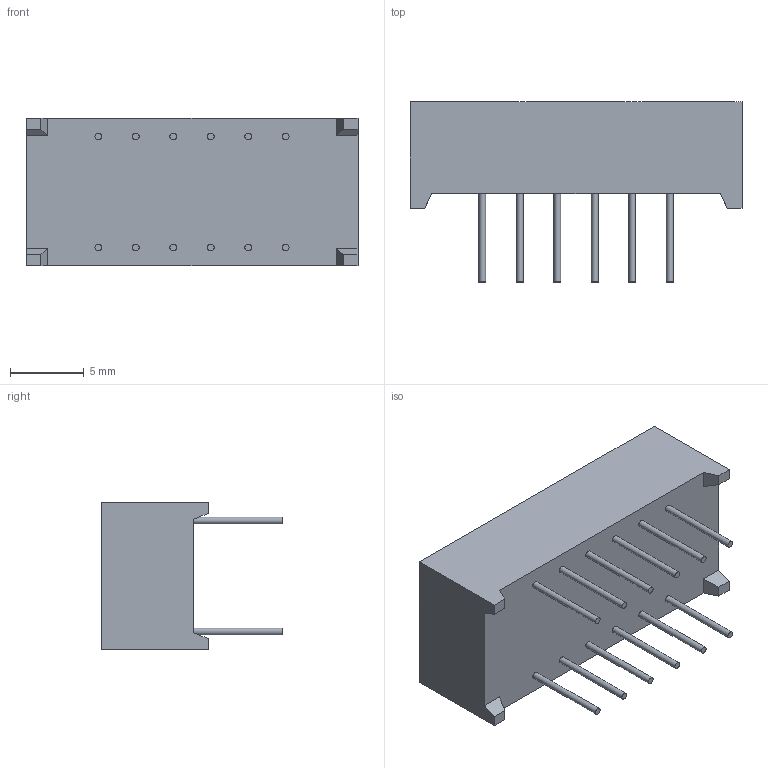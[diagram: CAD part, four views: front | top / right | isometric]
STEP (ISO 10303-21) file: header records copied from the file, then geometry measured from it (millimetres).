
FILE_DESCRIPTION (( 'STEP AP214' ), '1' );
FILE_NAME ('2381BS-8.3.STEP', '2024-04-06T18:26:54', ( '' ), ( '' ), 'SwSTEP 2.0', 'SolidWorks 2023', '' );
FILE_SCHEMA (( 'AUTOMOTIVE_DESIGN' ));
Length unit declared in the file: millimetre
Products named in the file (1): 2381BS-8.3
Bounding box: 22.5 x 12.2 x 10 mm (x, y, z)
Volume: 1405.9 mm3; surface area: 986.6 mm2
Topology: 1 solids, 1 shells, 195 faces, 483 edges, 326 vertices
Faces by surface type: plane 180, cylinder 15
Full cylindrical faces by diameter (mm): 0.45 x12, 0.9 x3
Entity records: 7501 total; most frequent: CARTESIAN_POINT 966, ORIENTED_EDGE 912, DIRECTION 878, EDGE_CURVE 456, LINE 426, VECTOR 426, VERTEX_POINT 314, EDGE_LOOP 246
